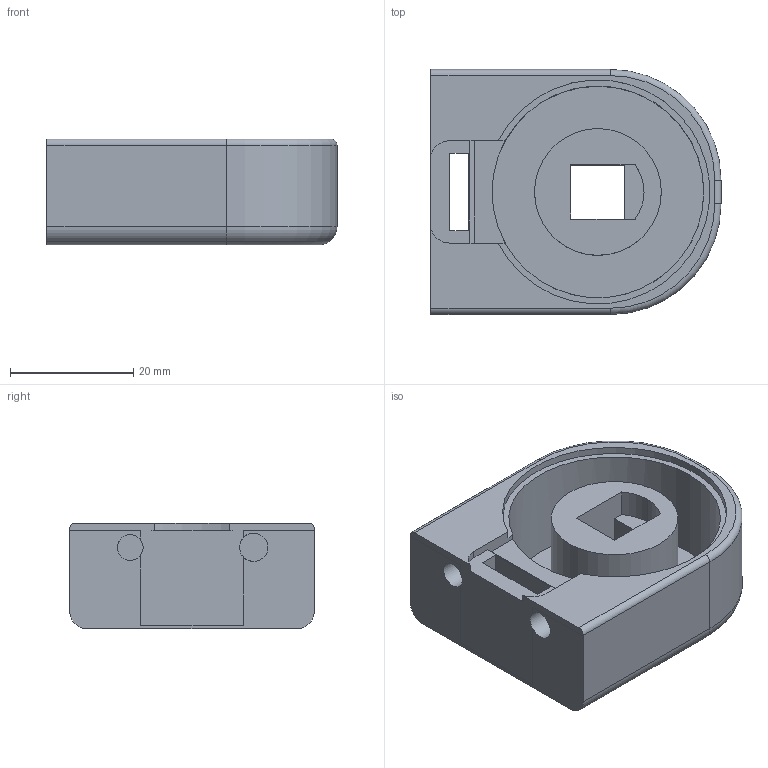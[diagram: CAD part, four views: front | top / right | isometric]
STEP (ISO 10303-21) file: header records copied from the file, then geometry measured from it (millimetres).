
FILE_DESCRIPTION(/* description */ (''),/* implementation_level */ '2;1');
FILE_NAME(/* name */ 'Light Diffuser_v1.step',/* time_stamp */ '2025-04-08T13:46:13-04:00',/* author */ (''),/* organization */ (''),/* preprocessor_version */ 'ST-DEVELOPER v20.1',/* originating_system */ 'Autodesk Translation Framework v14.4.0.0',/* authorisation */ '');
FILE_SCHEMA (('AUTOMOTIVE_DESIGN { 1 0 10303 214 3 1 1 }'));
Length unit declared in the file: millimetre
Products named in the file (1): Light Diffuser
Bounding box: 47.11 x 39.79 x 17.2 mm (x, y, z)
Volume: 16810.9 mm3; surface area: 9795 mm2
Topology: 1 solids, 1 shells, 47 faces, 128 edges, 84 vertices
Faces by surface type: plane 26, cylinder 17, torus 4
Full cylindrical faces by diameter (mm): 4.2 x1, 4.6 x1, 20.6 x1, 34.4 x1
Entity records: 1535 total; most frequent: DIRECTION 268, CARTESIAN_POINT 260, ORIENTED_EDGE 256, EDGE_CURVE 128, AXIS2_PLACEMENT_3D 92, LINE 84, VECTOR 84, VERTEX_POINT 84
